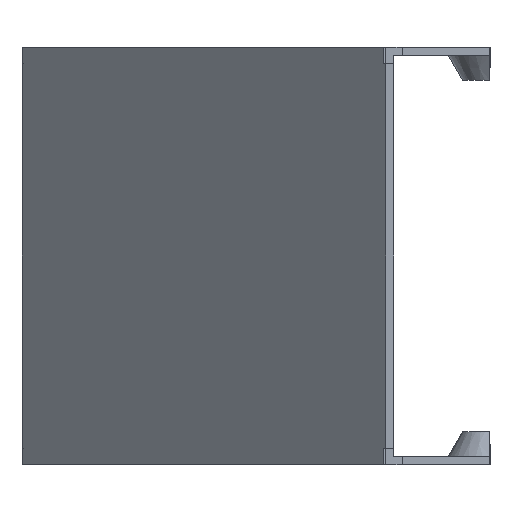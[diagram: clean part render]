
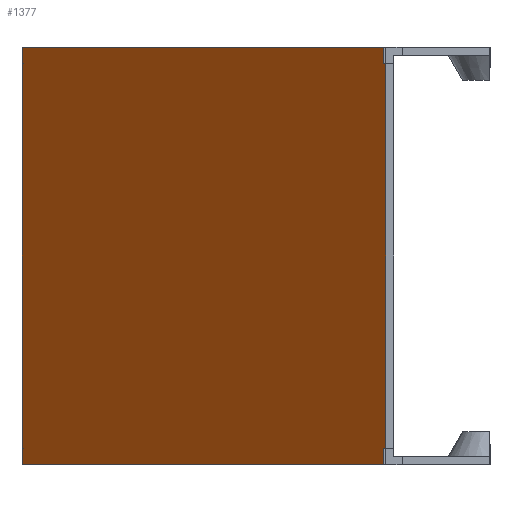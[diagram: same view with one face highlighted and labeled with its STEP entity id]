
A CAD part, left-side view. The second image highlights one B-rep face of the part: STEP entity #1377.
In plain terms, the highlighted planar face has unit normal (-0.707, 0.707, 0).
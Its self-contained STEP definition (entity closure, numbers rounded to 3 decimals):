
#62=FACE_OUTER_BOUND('',#130,.T.);
#130=EDGE_LOOP('',(#860,#861,#862,#863,#864,#865,#866,#867,#868,#869));
#198=LINE('',#1940,#364);
#199=LINE('',#1942,#365);
#200=LINE('',#1944,#366);
#201=LINE('',#1946,#367);
#202=LINE('',#1948,#368);
#203=LINE('',#1950,#369);
#204=LINE('',#1952,#370);
#205=LINE('',#1954,#371);
#206=LINE('',#1956,#372);
#207=LINE('',#1957,#373);
#364=VECTOR('',#1572,10.);
#365=VECTOR('',#1573,10.);
#366=VECTOR('',#1574,10.);
#367=VECTOR('',#1575,10.);
#368=VECTOR('',#1576,10.);
#369=VECTOR('',#1577,10.);
#370=VECTOR('',#1578,10.);
#371=VECTOR('',#1579,10.);
#372=VECTOR('',#1580,10.);
#373=VECTOR('',#1581,10.);
#530=VERTEX_POINT('',#1938);
#531=VERTEX_POINT('',#1939);
#532=VERTEX_POINT('',#1941);
#533=VERTEX_POINT('',#1943);
#534=VERTEX_POINT('',#1945);
#535=VERTEX_POINT('',#1947);
#536=VERTEX_POINT('',#1949);
#537=VERTEX_POINT('',#1951);
#538=VERTEX_POINT('',#1953);
#539=VERTEX_POINT('',#1955);
#662=EDGE_CURVE('',#530,#531,#198,.T.);
#663=EDGE_CURVE('',#532,#530,#199,.T.);
#664=EDGE_CURVE('',#532,#533,#200,.T.);
#665=EDGE_CURVE('',#534,#533,#201,.T.);
#666=EDGE_CURVE('',#534,#535,#202,.T.);
#667=EDGE_CURVE('',#535,#536,#203,.T.);
#668=EDGE_CURVE('',#537,#536,#204,.T.);
#669=EDGE_CURVE('',#538,#537,#205,.T.);
#670=EDGE_CURVE('',#539,#538,#206,.T.);
#671=EDGE_CURVE('',#531,#539,#207,.T.);
#860=ORIENTED_EDGE('',*,*,#662,.F.);
#861=ORIENTED_EDGE('',*,*,#663,.F.);
#862=ORIENTED_EDGE('',*,*,#664,.T.);
#863=ORIENTED_EDGE('',*,*,#665,.F.);
#864=ORIENTED_EDGE('',*,*,#666,.T.);
#865=ORIENTED_EDGE('',*,*,#667,.T.);
#866=ORIENTED_EDGE('',*,*,#668,.F.);
#867=ORIENTED_EDGE('',*,*,#669,.F.);
#868=ORIENTED_EDGE('',*,*,#670,.F.);
#869=ORIENTED_EDGE('',*,*,#671,.F.);
#1256=PLANE('',#1468);
#1377=ADVANCED_FACE('',(#62),#1256,.T.);
#1468=AXIS2_PLACEMENT_3D('',#1937,#1570,#1571);
#1570=DIRECTION('center_axis',(-0.707,0.707,0.));
#1571=DIRECTION('ref_axis',(0.,0.,
1.));
#1572=DIRECTION('',(0.,0.,-1.));
#1573=DIRECTION('',(0.707,0.707,0.));
#1574=DIRECTION('',(0.,0.,1.));
#1575=DIRECTION('',(-0.707,-0.707,0.));
#1576=DIRECTION('',(0.,0.,1.));
#1577=DIRECTION('',(0.707,0.707,0.));
#1578=DIRECTION('',(0.,0.,1.));
#1579=DIRECTION('',(0.,0.,1.));
#1580=DIRECTION('',(0.,0.,1.));
#1581=DIRECTION('',(0.707,0.707,0.));
#1937=CARTESIAN_POINT('Origin',(61.07,0.07,-25.));
#1938=CARTESIAN_POINT('',(61.293,0.293,-48.));
#1939=CARTESIAN_POINT('',(61.293,0.293,-50.));
#1940=CARTESIAN_POINT('',(61.293,0.293,-37.));
#1941=CARTESIAN_POINT('',(61.,0.,-48.));
#1942=CARTESIAN_POINT('',(82.778,21.778,-48.));
#1943=CARTESIAN_POINT('',(61.,0.,-2.));
#1944=CARTESIAN_POINT('',(61.,0.,-25.));
#1945=CARTESIAN_POINT('',(61.293,0.293,-2.));
#1946=CARTESIAN_POINT('',(45.535,-15.465,-2.));
#1947=CARTESIAN_POINT('',(61.293,0.293,0.));
#1948=CARTESIAN_POINT('',(61.293,0.293,-12.5));
#1949=CARTESIAN_POINT('',(104.487,43.487,0.));
#1950=CARTESIAN_POINT('',(71.98,10.98,0.));
#1951=CARTESIAN_POINT('',(104.487,43.487,-2.));
#1952=CARTESIAN_POINT('',(104.487,43.487,-13.));
#1953=CARTESIAN_POINT('',(104.487,43.487,-48.));
#1954=CARTESIAN_POINT('',(104.487,43.487,0.));
#1955=CARTESIAN_POINT('',(104.487,43.487,-50.));
#1956=CARTESIAN_POINT('',(104.487,43.487,-13.));
#1957=CARTESIAN_POINT('',(71.98,10.98,-50.));
